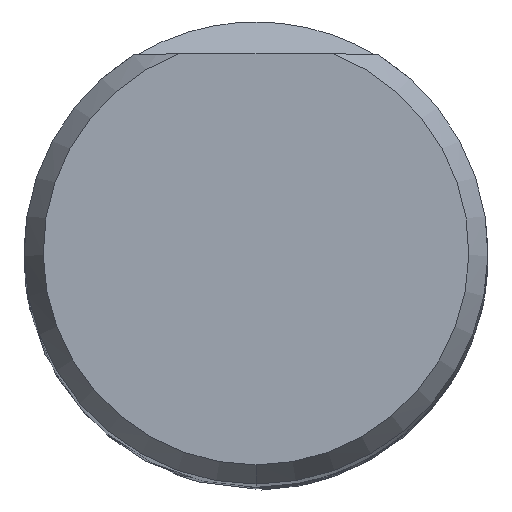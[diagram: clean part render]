
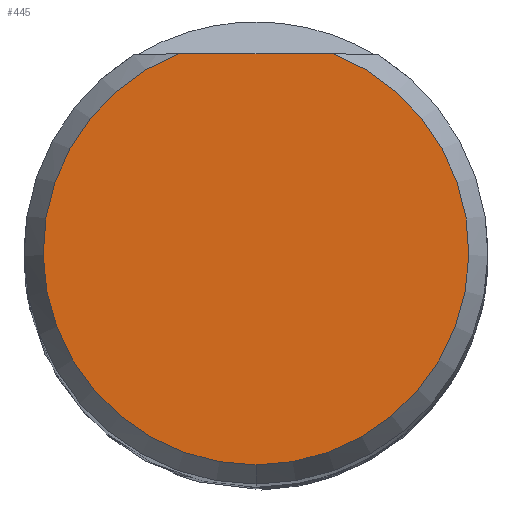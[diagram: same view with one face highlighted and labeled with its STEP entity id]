
A CAD part, top view. The second image highlights one B-rep face of the part: STEP entity #445.
In plain terms, the highlighted planar face has unit normal (0, 0, 1).
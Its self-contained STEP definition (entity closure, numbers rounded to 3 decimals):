
#315=EDGE_CURVE('',#707,#725,#834,.T.);
#337=EDGE_CURVE('',#749,#707,#857,.T.);
#445=ADVANCED_FACE('',(#970),#971,.T.);
#675=EDGE_CURVE('',#749,#725,#1228,.T.);
#707=VERTEX_POINT('',#1263);
#725=VERTEX_POINT('',#1281);
#749=VERTEX_POINT('',#1308);
#834=CIRCLE('',#2450,6.423);
#857=CIRCLE('',#2535,6.423);
#970=FACE_OUTER_BOUND('',#3087,.T.);
#971=PLANE('',#3088);
#1228=LINE('',#6327,#6328);
#1263=CARTESIAN_POINT('',(0.,-6.423,0.0));
#1281=CARTESIAN_POINT('',(-2.328,5.986,0.0));
#1308=CARTESIAN_POINT('',(2.328,5.986,0.0));
#2450=AXIS2_PLACEMENT_3D('',#7564,#7565,#7566);
#2535=AXIS2_PLACEMENT_3D('',#7581,#7582,#7583);
#3087=EDGE_LOOP('',(#7657,#7658,#7659));
#3088=AXIS2_PLACEMENT_3D('',#7660,#7661,#7662);
#6327=CARTESIAN_POINT('',(-3.5,5.986,0.));
#6328=VECTOR('',#7957,1.0);
#7564=CARTESIAN_POINT('',(0.0,0.0,0.0));
#7565=DIRECTION('',(0.0,0.0,-1.0));
#7566=DIRECTION('',(0.0,1.0,0.0));
#7581=CARTESIAN_POINT('',(0.0,0.0,0.0));
#7582=DIRECTION('',(0.0,0.0,-1.0));
#7583=DIRECTION('',(0.0,1.0,0.0));
#7657=ORIENTED_EDGE('',*,*,#675,.T.);
#7658=ORIENTED_EDGE('',*,*,#315,.F.);
#7659=ORIENTED_EDGE('',*,*,#337,.F.);
#7660=CARTESIAN_POINT('',(0.0,3.211,0.0));
#7661=DIRECTION('',(-0.0,0.0,1.0));
#7662=DIRECTION('',(0.0,-1.0,0.0));
#7957=DIRECTION('',(-1.0,0.0,0.0));
